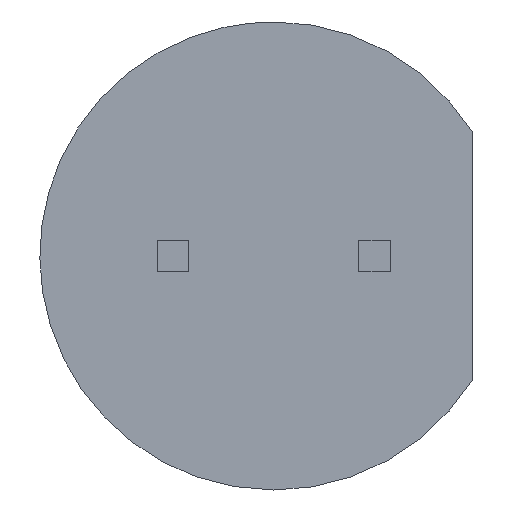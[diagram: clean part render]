
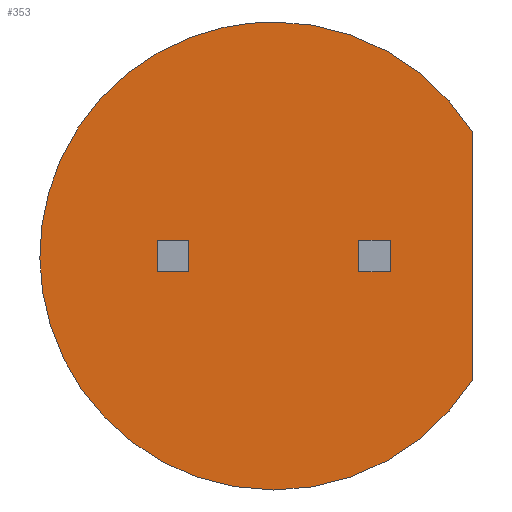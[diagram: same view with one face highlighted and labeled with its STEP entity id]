
A CAD part, front view. The second image highlights one B-rep face of the part: STEP entity #353.
In plain terms, the highlighted free-form (B-spline) face has degree [1, 1] with [2, 2] control points.
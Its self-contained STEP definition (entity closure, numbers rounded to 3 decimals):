
#218 = VERTEX_POINT('',#219);
#219 = CARTESIAN_POINT('',(0.,-0.507,
    2.654));
#224 = EDGE_CURVE('',#218,#225,#227,.T.);
#225 = VERTEX_POINT('',#226);
#226 = CARTESIAN_POINT('',(2.249,-0.507,1.409)
  );
#227 = ( BOUNDED_CURVE() B_SPLINE_CURVE(2,(#228,#229,#230),
.UNSPECIFIED.,.F.,.F.) B_SPLINE_CURVE_WITH_KNOTS((3,3),(3.142,
4.153),.PIECEWISE_BEZIER_KNOTS.) CURVE() 
GEOMETRIC_REPRESENTATION_ITEM() RATIONAL_B_SPLINE_CURVE((1.,
0.875,1.)) REPRESENTATION_ITEM('') );
#228 = CARTESIAN_POINT('',(0.,-0.507,
    2.654));
#229 = CARTESIAN_POINT('',(1.469,-0.507,2.654)
  );
#230 = CARTESIAN_POINT('',(2.249,-0.507,1.409)
  );
#250 = VERTEX_POINT('',#251);
#251 = CARTESIAN_POINT('',(0.,-0.507,-2.654));
#256 = EDGE_CURVE('',#250,#218,#257,.T.);
#257 = ( BOUNDED_CURVE() B_SPLINE_CURVE(2,(#258,#259,#260,#261,#262),
.UNSPECIFIED.,.F.,.F.) B_SPLINE_CURVE_WITH_KNOTS((3,2,3),(0.,
1.571,3.142),.PIECEWISE_BEZIER_KNOTS.) CURVE() 
GEOMETRIC_REPRESENTATION_ITEM() RATIONAL_B_SPLINE_CURVE((1.,
0.707,1.,0.707,1.)) REPRESENTATION_ITEM('') );
#258 = CARTESIAN_POINT('',(0.,-0.507,-2.654));
#259 = CARTESIAN_POINT('',(-2.654,-0.507,
    -2.654));
#260 = CARTESIAN_POINT('',(-2.654,-0.507,
    0.));
#261 = CARTESIAN_POINT('',(-2.654,-0.507,2.654
    ));
#262 = CARTESIAN_POINT('',(0.,-0.507,
    2.654));
#313 = VERTEX_POINT('',#314);
#314 = CARTESIAN_POINT('',(2.249,-0.507,-1.409
    ));
#319 = EDGE_CURVE('',#313,#250,#320,.T.);
#320 = ( BOUNDED_CURVE() B_SPLINE_CURVE(2,(#321,#322,#323),
.UNSPECIFIED.,.F.,.F.) B_SPLINE_CURVE_WITH_KNOTS((3,3),(5.272,
6.283),.PIECEWISE_BEZIER_KNOTS.) CURVE() 
GEOMETRIC_REPRESENTATION_ITEM() RATIONAL_B_SPLINE_CURVE((1.,
0.875,1.)) REPRESENTATION_ITEM('') );
#321 = CARTESIAN_POINT('',(2.249,-0.507,-1.409
    ));
#322 = CARTESIAN_POINT('',(1.469,-0.507,-2.654
    ));
#323 = CARTESIAN_POINT('',(0.,-0.507,
    -2.654));
#353 = ADVANCED_FACE('',(#354,#384,#414),#424,.T.);
#354 = FACE_BOUND('',#355,.T.);
#355 = EDGE_LOOP('',(#356,#365,#372,#379));
#356 = ORIENTED_EDGE('',*,*,#357,.F.);
#357 = EDGE_CURVE('',#358,#360,#362,.T.);
#358 = VERTEX_POINT('',#359);
#359 = CARTESIAN_POINT('',(-0.963,-0.507,
    -0.18));
#360 = VERTEX_POINT('',#361);
#361 = CARTESIAN_POINT('',(-0.963,-0.507,0.18
    ));
#362 = B_SPLINE_CURVE_WITH_KNOTS('',1,(#363,#364),.UNSPECIFIED.,.F.,.F.,
  (2,2),(0.,0.4),.PIECEWISE_BEZIER_KNOTS.);
#363 = CARTESIAN_POINT('',(-0.963,-0.507,
    -0.18));
#364 = CARTESIAN_POINT('',(-0.963,-0.507,0.18
    ));
#365 = ORIENTED_EDGE('',*,*,#366,.T.);
#366 = EDGE_CURVE('',#358,#367,#369,.T.);
#367 = VERTEX_POINT('',#368);
#368 = CARTESIAN_POINT('',(-1.323,-0.507,
    -0.18));
#369 = B_SPLINE_CURVE_WITH_KNOTS('',1,(#370,#371),.UNSPECIFIED.,.F.,.F.,
  (2,2),(1.07,1.47),.PIECEWISE_BEZIER_KNOTS.);
#370 = CARTESIAN_POINT('',(-0.963,-0.507,
    -0.18));
#371 = CARTESIAN_POINT('',(-1.323,-0.507,
    -0.18));
#372 = ORIENTED_EDGE('',*,*,#373,.F.);
#373 = EDGE_CURVE('',#374,#367,#376,.T.);
#374 = VERTEX_POINT('',#375);
#375 = CARTESIAN_POINT('',(-1.323,-0.507,0.18
    ));
#376 = B_SPLINE_CURVE_WITH_KNOTS('',1,(#377,#378),.UNSPECIFIED.,.F.,.F.,
  (2,2),(-0.4,-0.),.PIECEWISE_BEZIER_KNOTS.);
#377 = CARTESIAN_POINT('',(-1.323,-0.507,0.18
    ));
#378 = CARTESIAN_POINT('',(-1.323,-0.507,
    -0.18));
#379 = ORIENTED_EDGE('',*,*,#380,.F.);
#380 = EDGE_CURVE('',#360,#374,#381,.T.);
#381 = B_SPLINE_CURVE_WITH_KNOTS('',1,(#382,#383),.UNSPECIFIED.,.F.,.F.,
  (2,2),(1.07,1.47),.PIECEWISE_BEZIER_KNOTS.);
#382 = CARTESIAN_POINT('',(-0.963,-0.507,0.18
    ));
#383 = CARTESIAN_POINT('',(-1.323,-0.507,0.18
    ));
#384 = FACE_BOUND('',#385,.T.);
#385 = EDGE_LOOP('',(#386,#395,#402,#409));
#386 = ORIENTED_EDGE('',*,*,#387,.F.);
#387 = EDGE_CURVE('',#388,#390,#392,.T.);
#388 = VERTEX_POINT('',#389);
#389 = CARTESIAN_POINT('',(1.323,-0.507,-0.18
    ));
#390 = VERTEX_POINT('',#391);
#391 = CARTESIAN_POINT('',(1.323,-0.507,0.18)
  );
#392 = B_SPLINE_CURVE_WITH_KNOTS('',1,(#393,#394),.UNSPECIFIED.,.F.,.F.,
  (2,2),(0.,0.4),.PIECEWISE_BEZIER_KNOTS.);
#393 = CARTESIAN_POINT('',(1.323,-0.507,-0.18
    ));
#394 = CARTESIAN_POINT('',(1.323,-0.507,0.18)
  );
#395 = ORIENTED_EDGE('',*,*,#396,.T.);
#396 = EDGE_CURVE('',#388,#397,#399,.T.);
#397 = VERTEX_POINT('',#398);
#398 = CARTESIAN_POINT('',(0.963,-0.507,-0.18
    ));
#399 = B_SPLINE_CURVE_WITH_KNOTS('',1,(#400,#401),.UNSPECIFIED.,.F.,.F.,
  (2,2),(-1.47,-1.07),.PIECEWISE_BEZIER_KNOTS.);
#400 = CARTESIAN_POINT('',(1.323,-0.507,-0.18
    ));
#401 = CARTESIAN_POINT('',(0.963,-0.507,-0.18
    ));
#402 = ORIENTED_EDGE('',*,*,#403,.F.);
#403 = EDGE_CURVE('',#404,#397,#406,.T.);
#404 = VERTEX_POINT('',#405);
#405 = CARTESIAN_POINT('',(0.963,-0.507,0.18)
  );
#406 = B_SPLINE_CURVE_WITH_KNOTS('',1,(#407,#408),.UNSPECIFIED.,.F.,.F.,
  (2,2),(-0.4,-0.),.PIECEWISE_BEZIER_KNOTS.);
#407 = CARTESIAN_POINT('',(0.963,-0.507,0.18)
  );
#408 = CARTESIAN_POINT('',(0.963,-0.507,-0.18
    ));
#409 = ORIENTED_EDGE('',*,*,#410,.F.);
#410 = EDGE_CURVE('',#390,#404,#411,.T.);
#411 = B_SPLINE_CURVE_WITH_KNOTS('',1,(#412,#413),.UNSPECIFIED.,.F.,.F.,
  (2,2),(-1.47,-1.07),.PIECEWISE_BEZIER_KNOTS.);
#412 = CARTESIAN_POINT('',(1.323,-0.507,0.18)
  );
#413 = CARTESIAN_POINT('',(0.963,-0.507,0.18)
  );
#414 = FACE_BOUND('',#415,.T.);
#415 = EDGE_LOOP('',(#416,#417,#422,#423));
#416 = ORIENTED_EDGE('',*,*,#319,.F.);
#417 = ORIENTED_EDGE('',*,*,#418,.T.);
#418 = EDGE_CURVE('',#313,#225,#419,.T.);
#419 = B_SPLINE_CURVE_WITH_KNOTS('',1,(#420,#421),.UNSPECIFIED.,.F.,.F.,
  (2,2),(-1.566,1.566),.PIECEWISE_BEZIER_KNOTS.);
#420 = CARTESIAN_POINT('',(2.249,-0.507,-1.409
    ));
#421 = CARTESIAN_POINT('',(2.249,-0.507,1.409)
  );
#422 = ORIENTED_EDGE('',*,*,#224,.F.);
#423 = ORIENTED_EDGE('',*,*,#256,.F.);
#424 = B_SPLINE_SURFACE_WITH_KNOTS('',1,1,(
    (#425,#426)
    ,(#427,#428
    )),.UNSPECIFIED.,.F.,.F.,.F.,(2,2),(2,2),(-2.95,2.95),(-2.95,2.5),
  .PIECEWISE_BEZIER_KNOTS.);
#425 = CARTESIAN_POINT('',(-2.654,-0.507,2.654
    ));
#426 = CARTESIAN_POINT('',(2.249,-0.507,2.654)
  );
#427 = CARTESIAN_POINT('',(-2.654,-0.507,
    -2.654));
#428 = CARTESIAN_POINT('',(2.249,-0.507,-2.654
    ));
